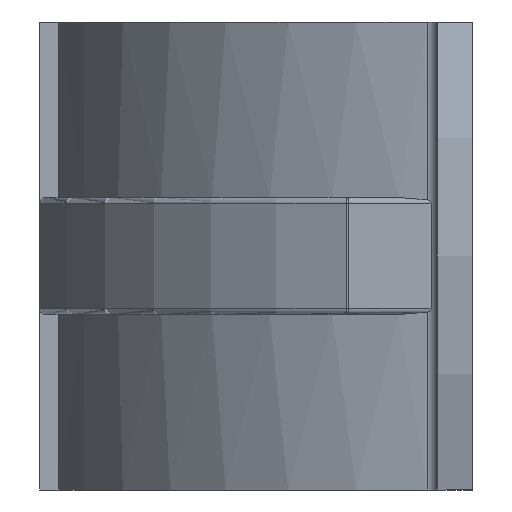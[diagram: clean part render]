
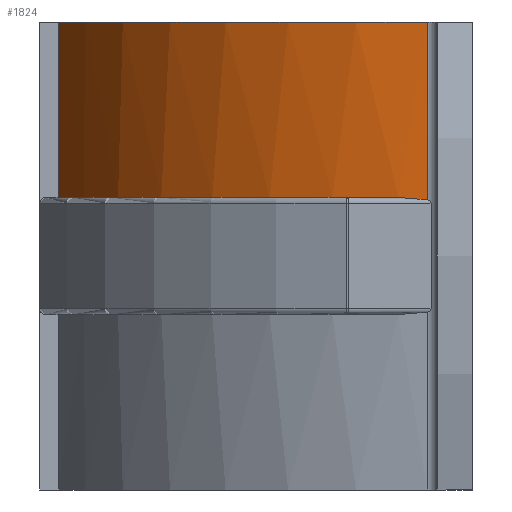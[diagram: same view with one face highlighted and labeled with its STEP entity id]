
A CAD part, left-side view. The second image highlights one B-rep face of the part: STEP entity #1824.
In plain terms, the highlighted cylindrical face has radius 38 mm (diameter 76 mm), a partial arc.
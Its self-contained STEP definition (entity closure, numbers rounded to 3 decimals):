
#1 = CARTESIAN_POINT ( 'NONE',  ( -37.686, 3.872, 4.803 ) ) ;
#48 = DIRECTION ( 'NONE',  ( 1., 0., 0. ) ) ;
#125 = EDGE_CURVE ( 'NONE', #448, #619, #1421, .T. ) ;
#150 = CIRCLE ( 'NONE', #1967, 38. ) ;
#160 = VERTEX_POINT ( 'NONE', #199 ) ;
#161 = EDGE_CURVE ( 'NONE', #1343, #443, #1987, .T. ) ;
#190 = ORIENTED_EDGE ( 'NONE', *, *, #1554, .T. ) ;
#195 = VECTOR ( 'NONE', #623, 1000. ) ;
#199 = CARTESIAN_POINT ( 'NONE',  ( -11., 35.373, 5. ) ) ;
#233 = EDGE_CURVE ( 'NONE', #1343, #160, #150, .T. ) ;
#443 = VERTEX_POINT ( 'NONE', #1 ) ;
#448 = VERTEX_POINT ( 'NONE', #634 ) ;
#460 = EDGE_CURVE ( 'NONE', #619, #443, #1818, .T. ) ;
#478 = EDGE_LOOP ( 'NONE', ( #1851, #1418, #726, #1744, #190 ) ) ;
#504 = CARTESIAN_POINT ( 'NONE',  ( -11., 35.373, 20. ) ) ;
#580 = DIRECTION ( 'NONE',  ( 0., 0., -1. ) ) ;
#619 = VERTEX_POINT ( 'NONE', #1507 ) ;
#623 = DIRECTION ( 'NONE',  ( 0., 0., -1. ) ) ;
#634 = CARTESIAN_POINT ( 'NONE',  ( -11., 35.373, 20. ) ) ;
#662 = DIRECTION ( 'NONE',  ( 0., 0., -1. ) ) ;
#689 = CARTESIAN_POINT ( 'NONE',  ( 0., -1., 20. ) ) ;
#719 = CARTESIAN_POINT ( 'NONE',  ( -37.442, 5.502, 4.982 ) ) ;
#726 = ORIENTED_EDGE ( 'NONE', *, *, #460, .F. ) ;
#739 = CARTESIAN_POINT ( 'NONE',  ( -37.686, 3.872, 4.803 ) ) ;
#779 = CARTESIAN_POINT ( 'NONE',  ( -37.289, 6.317, 5. ) ) ;
#869 = DIRECTION ( 'NONE',  ( 0., 0., 1. ) ) ;
#891 = CARTESIAN_POINT ( 'NONE',  ( -37.289, 6.317, 5. ) ) ;
#916 = CARTESIAN_POINT ( 'NONE',  ( 0., -1., 20. ) ) ;
#926 = DIRECTION ( 'NONE',  ( -1., 0., 0. ) ) ;
#940 = VECTOR ( 'NONE', #662, 1000. ) ;
#988 = CYLINDRICAL_SURFACE ( 'NONE', #1129, 38. ) ;
#1129 = AXIS2_PLACEMENT_3D ( 'NONE', #916, #1738, #926 ) ;
#1168 = AXIS2_PLACEMENT_3D ( 'NONE', #689, #869, #48 ) ;
#1231 = CARTESIAN_POINT ( 'NONE',  ( 0., -1., 5. ) ) ;
#1238 = LINE ( 'NONE', #504, #940 ) ;
#1343 = VERTEX_POINT ( 'NONE', #779 ) ;
#1399 = DIRECTION ( 'NONE',  ( 1., 0., 0. ) ) ;
#1418 = ORIENTED_EDGE ( 'NONE', *, *, #161, .T. ) ;
#1421 = CIRCLE ( 'NONE', #1168, 38. ) ;
#1507 = CARTESIAN_POINT ( 'NONE',  ( -37.686, 3.872, 20. ) ) ;
#1554 = EDGE_CURVE ( 'NONE', #448, #160, #1238, .T. ) ;
#1712 = CARTESIAN_POINT ( 'NONE',  ( -37.369, 5.91, 5. ) ) ;
#1738 = DIRECTION ( 'NONE',  ( 0., 0., -1. ) ) ;
#1744 = ORIENTED_EDGE ( 'NONE', *, *, #125, .F. ) ;
#1818 = LINE ( 'NONE', #1947, #195 ) ;
#1824 = ADVANCED_FACE ( 'NONE', ( #1896 ), #988, .T. ) ;
#1851 = ORIENTED_EDGE ( 'NONE', *, *, #233, .F. ) ;
#1858 = CARTESIAN_POINT ( 'NONE',  ( -37.634, 4.278, 4.872 ) ) ;
#1868 = CARTESIAN_POINT ( 'NONE',  ( -37.575, 4.686, 4.917 ) ) ;
#1896 = FACE_OUTER_BOUND ( 'NONE', #478, .T. ) ;
#1947 = CARTESIAN_POINT ( 'NONE',  ( -37.686, 3.872, 20. ) ) ;
#1967 = AXIS2_PLACEMENT_3D ( 'NONE', #1231, #580, #1399 ) ;
#1987 = B_SPLINE_CURVE_WITH_KNOTS ( 'NONE', 3,
 ( #891, #1712, #719, #1868, #1858, #739 ),
 .UNSPECIFIED., .F., .F.,
 ( 4, 2, 4 ),
 ( 0., 0.001, 0.002 ),
 .UNSPECIFIED. ) ;
